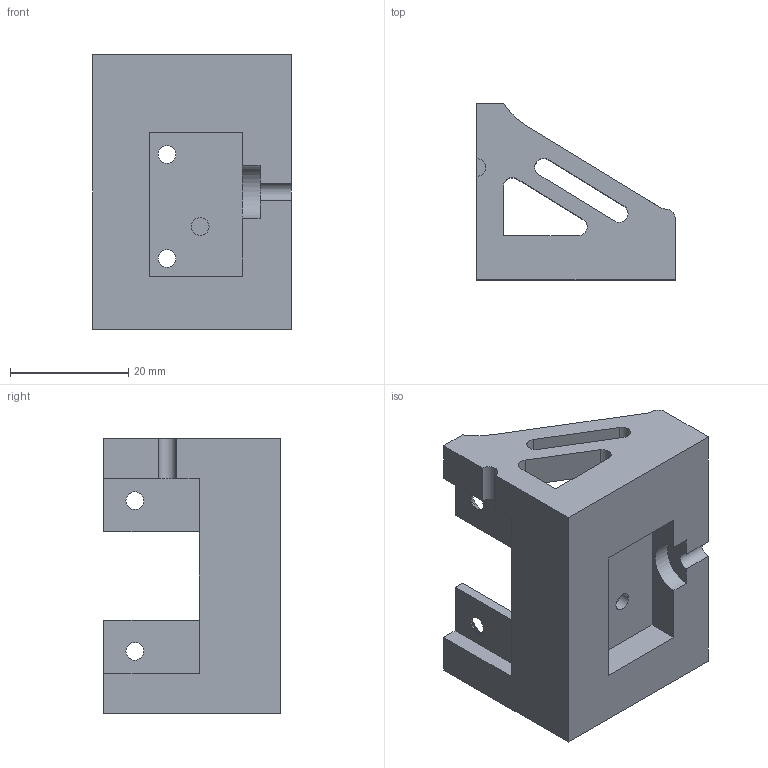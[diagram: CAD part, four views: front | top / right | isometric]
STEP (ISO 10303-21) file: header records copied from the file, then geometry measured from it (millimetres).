
FILE_DESCRIPTION(/* description */ (''),/* implementation_level */ '2;1');
FILE_NAME(/* name */ '2.2 Hindfoot Base Upper.stp',/* time_stamp */ '2023-04-13T12:02:46+06:00',/* author */ ('shailesh suthar'),/* organization */ (''),/* preprocessor_version */ 'ST-DEVELOPER v18.1',/* originating_system */ 'Autodesk Inventor 2022',/* authorisation */ '');
FILE_SCHEMA (('AUTOMOTIVE_DESIGN { 1 0 10303 214 3 1 1 }'));
Length unit declared in the file: millimetre
Products named in the file (1): 2.2 Hindfoot Base Upper (in process)
Bounding box: 33.54 x 29.85 x 46.5 mm (x, y, z)
Volume: 14390.6 mm3; surface area: 8248 mm2
Topology: 1 solids, 1 shells, 63 faces, 181 edges, 119 vertices
Faces by surface type: plane 37, cylinder 22, cone 4
Full cylindrical faces by diameter (mm): 3 x5
Entity records: 2139 total; most frequent: CARTESIAN_POINT 364, ORIENTED_EDGE 362, DIRECTION 358, EDGE_CURVE 181, LINE 132, VECTOR 132, VERTEX_POINT 119, AXIS2_PLACEMENT_3D 113
